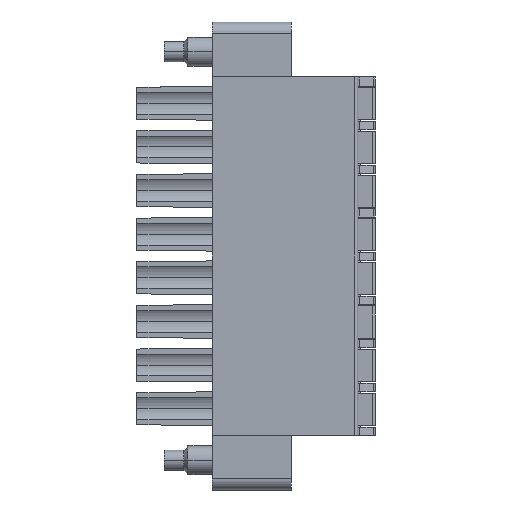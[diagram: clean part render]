
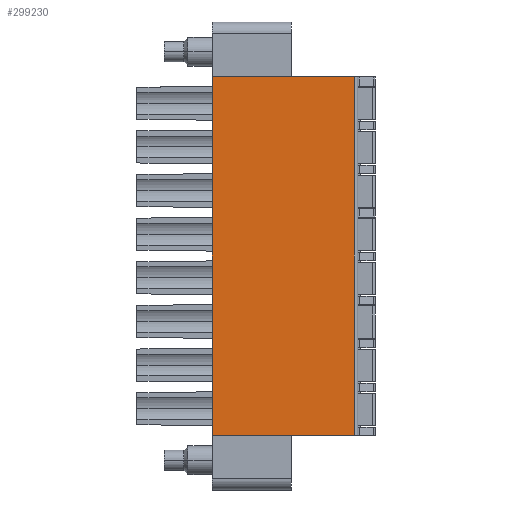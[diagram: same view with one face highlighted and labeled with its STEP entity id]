
A CAD part, front view. The second image highlights one B-rep face of the part: STEP entity #299230.
In plain terms, the highlighted planar face has unit normal (0, -1, 0).
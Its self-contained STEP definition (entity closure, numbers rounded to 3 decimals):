
#110=CARTESIAN_POINT('',(-30.459,40.614,
   2.3));
#120=VERTEX_POINT('',#110);
#170=CARTESIAN_POINT('',(-30.459,40.614,
   2.3));
#180=DIRECTION('',(-1.,0.,
   0.));
#190=VECTOR('',#180,1.);
#200=LINE('',#170,#190);
#210=CARTESIAN_POINT('',(-42.859,40.614,
   2.3));
#220=VERTEX_POINT('',#210);
#230=EDGE_CURVE('',#120,#220,#200,.T.);
#64530=CARTESIAN_POINT('',(-30.459,
   40.614,-28.97));
#64540=VERTEX_POINT('',#64530);
#64590=CARTESIAN_POINT('',(-30.459,
   40.614,-19.05));
#64600=DIRECTION('',(0.,0.,
   -1.));
#64610=VECTOR('',#64600,1.);
#64620=LINE('',#64590,#64610);
#64630=EDGE_CURVE('',#120,#64540,#64620,.T.);
#231930=CARTESIAN_POINT('',(-42.859,
   40.614,-22.86));
#231940=DIRECTION('',(0.,0.,
   -1.));
#231950=VECTOR('',#231940,1.);
#231960=LINE('',#231930,#231950);
#231970=CARTESIAN_POINT('',(-42.859,
   40.614,-28.97));
#231980=VERTEX_POINT('',#231970);
#231990=EDGE_CURVE('',#220,#231980,#231960,.T.);
#298400=CARTESIAN_POINT('',(-30.459,
   40.614,-28.97));
#298410=DIRECTION('',(-1.,0.,
   0.));
#298420=VECTOR('',#298410,1.);
#298430=LINE('',#298400,#298420);
#298440=EDGE_CURVE('',#64540,#231980,#298430,.T.);
#299120=CARTESIAN_POINT('',(-42.859,
   40.614,-22.86));
#299130=DIRECTION('',(0.,-1.,
   0.));
#299140=DIRECTION('',(-1.,0.,
   0.));
#299150=AXIS2_PLACEMENT_3D('',#299120,#299130,#299140);
#299160=PLANE('',#299150);
#299170=ORIENTED_EDGE('',*,*,#230,.T.);
#299180=ORIENTED_EDGE('',*,*,#64630,.F.);
#299190=ORIENTED_EDGE('',*,*,#298440,.F.);
#299200=ORIENTED_EDGE('',*,*,#231990,.T.);
#299210=EDGE_LOOP('',(#299200,#299190,#299180,#299170));
#299220=FACE_OUTER_BOUND('',#299210,.T.);
#299230=ADVANCED_FACE('',(#299220),#299160,.T.);
